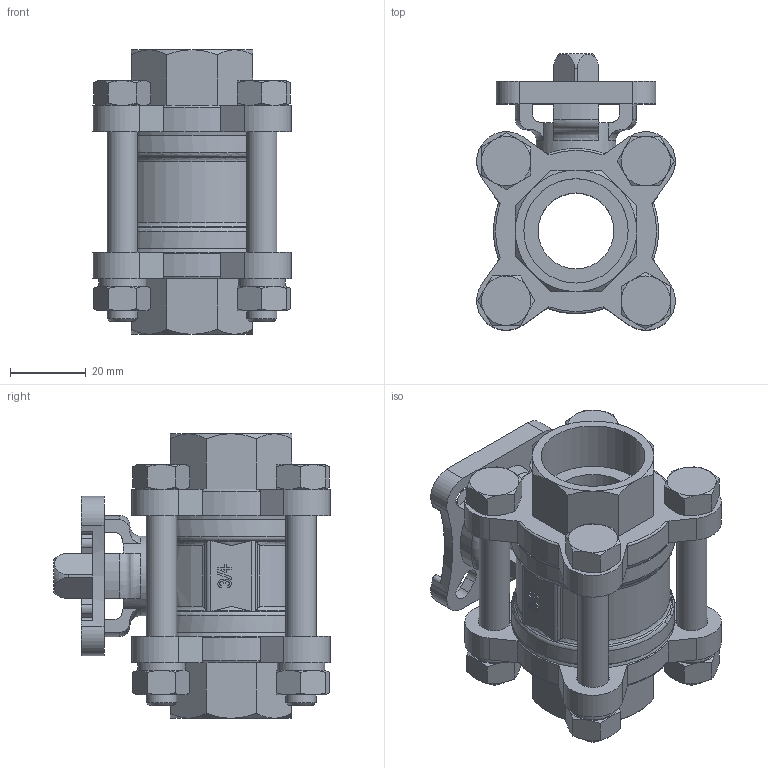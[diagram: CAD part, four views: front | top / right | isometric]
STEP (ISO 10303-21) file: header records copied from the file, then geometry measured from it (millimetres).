
FILE_DESCRIPTION(/* description */ ('STEP AP214'),/* implementation_level */ '2;1');
FILE_NAME(/* name */ '8089041_VZBE-3_4-WA-63-T-2-F0304-V15V15',/* time_stamp */ '2024-09-18T02:19:18+02:00',/* author */ ('License CC BY-ND 4.0'),/* organization */ ('CADENAS'),/* preprocessor_version */ 'ST-DEVELOPER v19.3',/* originating_system */ 'PARTsolutions',/* authorisation */ ' ');
FILE_SCHEMA (('AUTOMOTIVE_DESIGN {1 0 10303 214 3 1 1}'));
Length unit declared in the file: millimetre
Products named in the file (2): 8089041 VZBE-3/4-WA-63-T-2-F0304-V15V15; 8089041 VZBE-3/4-WA-63-T-2-F0304-V15V15_v
Assembly tree (1 placements, depth 2):
  8089041 VZBE-3/4-WA-63-T-2-F0304-V15V15
    8089041 VZBE-3/4-WA-63-T-2-F0304-V15V15_v
Bounding box: 52.31 x 72.96 x 75 mm (x, y, z)
Volume: 93483 mm3; surface area: 35452.2 mm2
Topology: 1 solids, 1 shells, 448 faces, 1128 edges, 710 vertices
Faces by surface type: plane 191, cone 121, cylinder 99, torus 37
Full cylindrical faces by diameter (mm): 8 x8, 8.5 x8, 12.5 x4, 20 x1, 21 x1, 26 x1, 27.5 x2, 43 x2
Entity records: 13578 total; most frequent: CARTESIAN_POINT 3335, ORIENTED_EDGE 2166, DIRECTION 2001, EDGE_CURVE 1083, AXIS2_PLACEMENT_3D 810, VERTEX_POINT 700, EDGE_LOOP 537, FACE_BOUND 537
